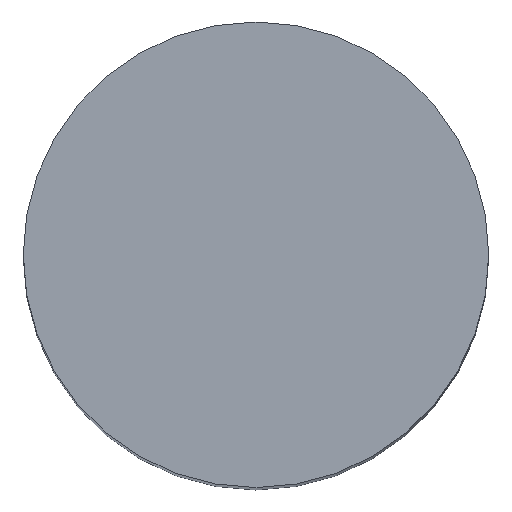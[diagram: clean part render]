
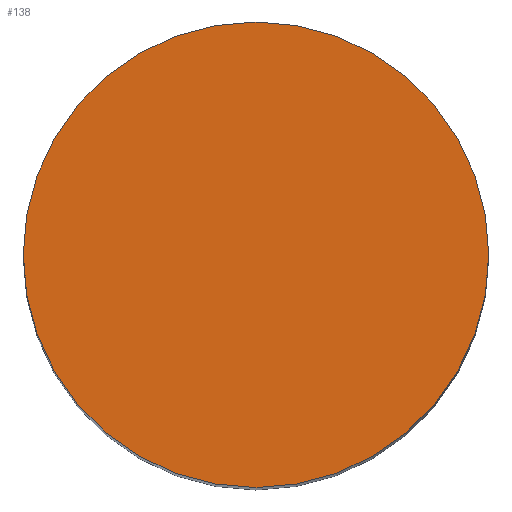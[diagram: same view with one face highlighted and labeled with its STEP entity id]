
A CAD part, top view. The second image highlights one B-rep face of the part: STEP entity #138.
In plain terms, the highlighted planar face has unit normal (0, 0, 1).
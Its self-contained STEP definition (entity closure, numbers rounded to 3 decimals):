
#10 = DIRECTION ( 'NONE',  ( 0., 0., 1. ) ) ;
#11 = EDGE_CURVE ( 'NONE', #119, #30, #35, .T. ) ;
#19 = ORIENTED_EDGE ( 'NONE', *, *, #92, .T. ) ;
#21 = AXIS2_PLACEMENT_3D ( 'NONE', #97, #22, #38 ) ;
#22 = DIRECTION ( 'NONE',  ( 0., 0., 1. ) ) ;
#24 = CARTESIAN_POINT ( 'NONE',  ( 0., 0., 9.379 ) ) ;
#28 = CARTESIAN_POINT ( 'NONE',  ( 0., 0., 9.379 ) ) ;
#30 = VERTEX_POINT ( 'NONE', #46 ) ;
#32 = AXIS2_PLACEMENT_3D ( 'NONE', #28, #10, #80 ) ;
#35 = CIRCLE ( 'NONE', #21, 3.175 ) ;
#38 = DIRECTION ( 'NONE',  ( 1., 0., 0. ) ) ;
#46 = CARTESIAN_POINT ( 'NONE',  ( 3.175, 0., 9.379 ) ) ;
#61 = CIRCLE ( 'NONE', #88, 3.175 ) ;
#70 = EDGE_LOOP ( 'NONE', ( #19, #129 ) ) ;
#76 = DIRECTION ( 'NONE',  ( 1., 0., 0. ) ) ;
#80 = DIRECTION ( 'NONE',  ( 1., 0., 0. ) ) ;
#88 = AXIS2_PLACEMENT_3D ( 'NONE', #24, #137, #76 ) ;
#92 = EDGE_CURVE ( 'NONE', #30, #119, #61, .T. ) ;
#97 = CARTESIAN_POINT ( 'NONE',  ( 0., 0., 9.379 ) ) ;
#104 = PLANE ( 'NONE',  #32 ) ;
#112 = CARTESIAN_POINT ( 'NONE',  ( -3.175, 0., 9.379 ) ) ;
#119 = VERTEX_POINT ( 'NONE', #112 ) ;
#127 = FACE_OUTER_BOUND ( 'NONE', #70, .T. ) ;
#129 = ORIENTED_EDGE ( 'NONE', *, *, #11, .T. ) ;
#137 = DIRECTION ( 'NONE',  ( 0., 0., 1. ) ) ;
#138 = ADVANCED_FACE ( 'NONE', ( #127 ), #104, .T. ) ;
